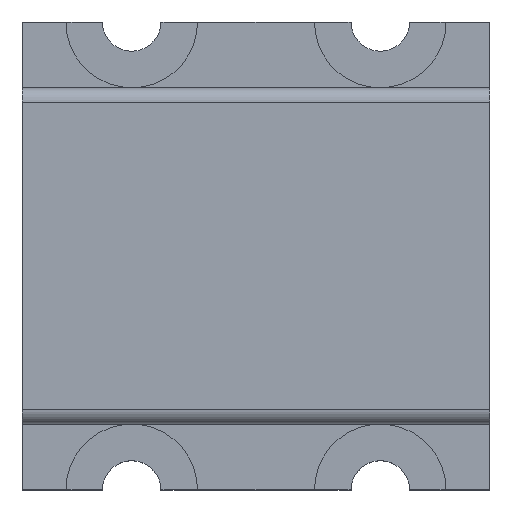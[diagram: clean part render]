
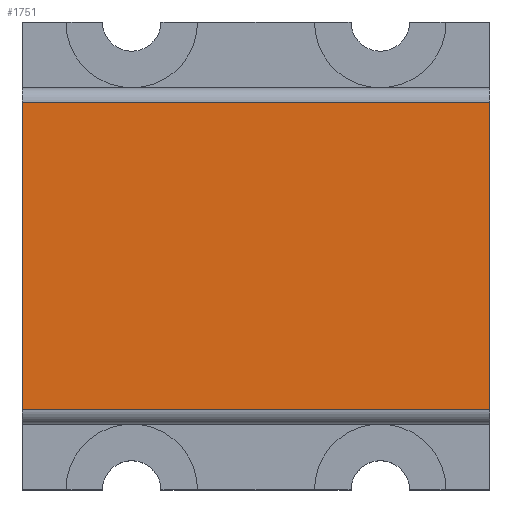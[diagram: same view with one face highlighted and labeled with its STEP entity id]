
A CAD part, top view. The second image highlights one B-rep face of the part: STEP entity #1751.
In plain terms, the highlighted planar face has unit normal (0, 0, 1).
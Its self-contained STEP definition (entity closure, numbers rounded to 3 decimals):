
#61=PLANE('',#1891);
#147=FACE_OUTER_BOUND('',#243,.T.);
#243=EDGE_LOOP('',(#1435,#1436,#1437,#1438));
#455=LINE('',#2757,#661);
#456=LINE('',#2759,#662);
#457=LINE('',#2761,#663);
#458=LINE('',#2762,#664);
#661=VECTOR('',#2233,1000.);
#662=VECTOR('',#2234,1000.);
#663=VECTOR('',#2235,1000.);
#664=VECTOR('',#2236,1000.);
#853=VERTEX_POINT('',#2755);
#854=VERTEX_POINT('',#2756);
#855=VERTEX_POINT('',#2758);
#856=VERTEX_POINT('',#2760);
#1061=EDGE_CURVE('',#853,#854,#455,.T.);
#1062=EDGE_CURVE('',#854,#855,#456,.T.);
#1063=EDGE_CURVE('',#856,#855,#457,.T.);
#1064=EDGE_CURVE('',#856,#853,#458,.T.);
#1435=ORIENTED_EDGE('',*,*,#1061,.T.);
#1436=ORIENTED_EDGE('',*,*,#1062,.T.);
#1437=ORIENTED_EDGE('',*,*,#1063,.F.);
#1438=ORIENTED_EDGE('',*,*,#1064,.T.);
#1751=ADVANCED_FACE('',(#147),#61,.F.);
#1891=AXIS2_PLACEMENT_3D('',#2754,#2231,#2232);
#2231=DIRECTION('center_axis',(0.,0.,
-1.));
#2232=DIRECTION('ref_axis',(-1.,0.,0.));
#2233=DIRECTION('',(-1.,0.,0.));
#2234=DIRECTION('',(0.,-1.,0.));
#2235=DIRECTION('',(-1.,0.,0.));
#2236=DIRECTION('',(0.,1.,0.));
#2754=CARTESIAN_POINT('Origin',(0.8,0.525,0.35));
#2755=CARTESIAN_POINT('',(0.8,0.525,0.35));
#2756=CARTESIAN_POINT('',(-0.8,0.525,0.35));
#2757=CARTESIAN_POINT('',(0.8,0.525,0.35));
#2758=CARTESIAN_POINT('',(-0.8,-0.525,0.35));
#2759=CARTESIAN_POINT('',(-0.8,-0.525,0.35));
#2760=CARTESIAN_POINT('',(0.8,-0.525,0.35));
#2761=CARTESIAN_POINT('',(0.8,-0.525,0.35));
#2762=CARTESIAN_POINT('',(0.8,0.525,0.35));
